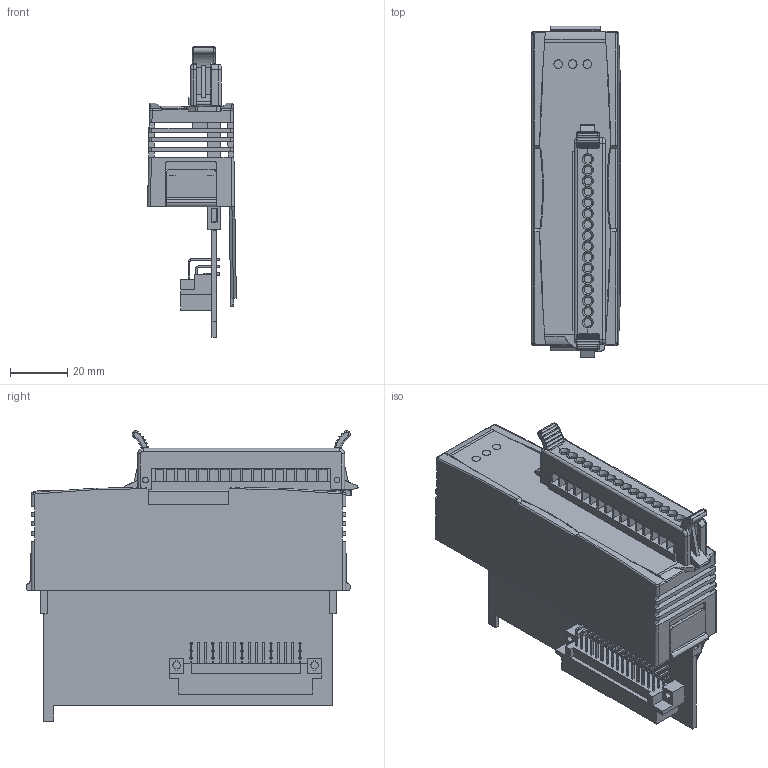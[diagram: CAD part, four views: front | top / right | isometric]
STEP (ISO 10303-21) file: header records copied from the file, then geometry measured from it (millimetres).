
FILE_DESCRIPTION (( 'STEP AP203' ), '1' );
FILE_NAME ('I-8024W.STEP', '2019-04-01T07:50:00', ( 'user' ), ( '' ), 'SwSTEP 2.0', 'SolidWorks 2013', '' );
FILE_SCHEMA (( 'CONFIG_CONTROL_DESIGN' ));
Length unit declared in the file: millimetre
Products named in the file (12): 16pin_3LED_面板; 8000-2io-03-Part-3; 8000導光柱; (X_T)Molex-48pin-90D; I-8024W; ME030-38116-1; 16pin_3.81_180; 16pin牛角頭; 牛角邊; 16pin_3.81_牛角; 雙邊_20130306; 8000-2io-03-Part-2
Assembly tree (15 placements, depth 3):
  I-8024W
    8000-2io-03-Part-2  x2
    8000-2io-03-Part-3
    (X_T)Molex-48pin-90D
    ME030-38116-1
    16pin_3.81_牛角
      16pin_3.81_180
      16pin牛角頭
      牛角邊  x2
    雙邊_20130306
    16pin_3LED_面板
    8000導光柱  x3
Bounding box: 31.06 x 116.15 x 101.66 mm (x, y, z)
Volume: 56403.8 mm3; surface area: 75430.5 mm2
Topology: 14 solids, 14 shells, 2849 faces, 7361 edges, 4693 vertices
Faces by surface type: plane 2291, cylinder 481, cone 36, bspline 34, torus 7
Entity records: 84927 total; most frequent: CARTESIAN_POINT 15800, ORIENTED_EDGE 14236, DIRECTION 13673, EDGE_CURVE 7118, VECTOR 5689, LINE 5689, VERTEX_POINT 4535, AXIS2_PLACEMENT_3D 3992
